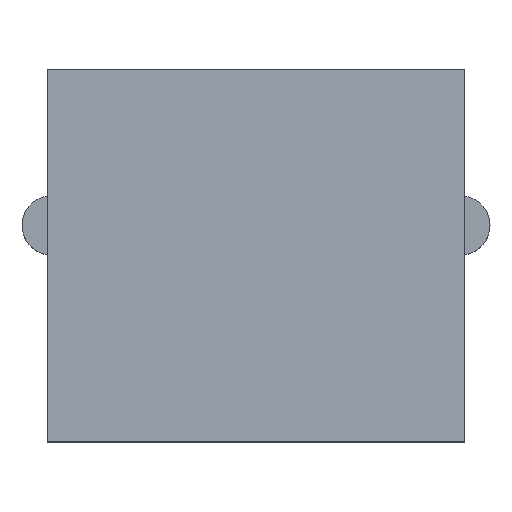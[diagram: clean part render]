
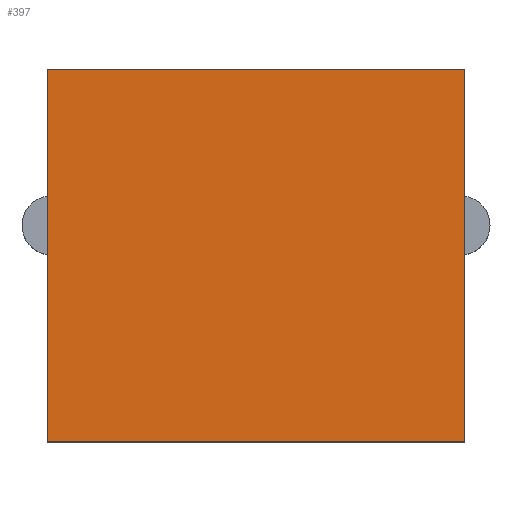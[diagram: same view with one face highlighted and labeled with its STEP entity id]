
A CAD part, top view. The second image highlights one B-rep face of the part: STEP entity #397.
In plain terms, the highlighted planar face has unit normal (0, 0, 1).
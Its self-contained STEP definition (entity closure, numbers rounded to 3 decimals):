
#83 = VERTEX_POINT('',#84);
#84 = CARTESIAN_POINT('',(-6.1,-4.7,12.9));
#91 = PLANE('',#92);
#92 = AXIS2_PLACEMENT_3D('',#93,#94,#95);
#93 = CARTESIAN_POINT('',(-6.1,-4.7,0.));
#94 = DIRECTION('',(0.,1.,0.));
#95 = DIRECTION('',(1.,0.,0.));
#103 = PLANE('',#104);
#104 = AXIS2_PLACEMENT_3D('',#105,#106,#107);
#105 = CARTESIAN_POINT('',(-6.1,8.5,0.));
#106 = DIRECTION('',(1.,0.,-0.));
#107 = DIRECTION('',(0.,-1.,0.));
#115 = EDGE_CURVE('',#83,#116,#118,.T.);
#116 = VERTEX_POINT('',#117);
#117 = CARTESIAN_POINT('',(8.7,-4.7,12.9));
#118 = SURFACE_CURVE('',#119,(#123,#130),.PCURVE_S1.);
#119 = LINE('',#120,#121);
#120 = CARTESIAN_POINT('',(-6.1,-4.7,12.9));
#121 = VECTOR('',#122,1.);
#122 = DIRECTION('',(1.,0.,0.));
#123 = PCURVE('',#91,#124);
#124 = DEFINITIONAL_REPRESENTATION('',(#125),#129);
#125 = LINE('',#126,#127);
#126 = CARTESIAN_POINT('',(0.,-12.9));
#127 = VECTOR('',#128,1.);
#128 = DIRECTION('',(1.,0.));
#129 = ( GEOMETRIC_REPRESENTATION_CONTEXT(2) 
PARAMETRIC_REPRESENTATION_CONTEXT() REPRESENTATION_CONTEXT('2D SPACE',''
  ) );
#130 = PCURVE('',#131,#136);
#131 = PLANE('',#132);
#132 = AXIS2_PLACEMENT_3D('',#133,#134,#135);
#133 = CARTESIAN_POINT('',(1.3,1.9,12.9));
#134 = DIRECTION('',(0.,0.,1.));
#135 = DIRECTION('',(1.,0.,0.));
#136 = DEFINITIONAL_REPRESENTATION('',(#137),#141);
#137 = LINE('',#138,#139);
#138 = CARTESIAN_POINT('',(-7.4,-6.6));
#139 = VECTOR('',#140,1.);
#140 = DIRECTION('',(1.,0.));
#141 = ( GEOMETRIC_REPRESENTATION_CONTEXT(2) 
PARAMETRIC_REPRESENTATION_CONTEXT() REPRESENTATION_CONTEXT('2D SPACE',''
  ) );
#159 = PLANE('',#160);
#160 = AXIS2_PLACEMENT_3D('',#161,#162,#163);
#161 = CARTESIAN_POINT('',(8.7,-4.7,0.));
#162 = DIRECTION('',(-1.,0.,0.));
#163 = DIRECTION('',(0.,1.,0.));
#201 = EDGE_CURVE('',#116,#202,#204,.T.);
#202 = VERTEX_POINT('',#203);
#203 = CARTESIAN_POINT('',(8.7,8.5,12.9));
#204 = SURFACE_CURVE('',#205,(#209,#216),.PCURVE_S1.);
#205 = LINE('',#206,#207);
#206 = CARTESIAN_POINT('',(8.7,-4.7,12.9));
#207 = VECTOR('',#208,1.);
#208 = DIRECTION('',(0.,1.,0.));
#209 = PCURVE('',#159,#210);
#210 = DEFINITIONAL_REPRESENTATION('',(#211),#215);
#211 = LINE('',#212,#213);
#212 = CARTESIAN_POINT('',(0.,-12.9));
#213 = VECTOR('',#214,1.);
#214 = DIRECTION('',(1.,0.));
#215 = ( GEOMETRIC_REPRESENTATION_CONTEXT(2) 
PARAMETRIC_REPRESENTATION_CONTEXT() REPRESENTATION_CONTEXT('2D SPACE',''
  ) );
#216 = PCURVE('',#131,#217);
#217 = DEFINITIONAL_REPRESENTATION('',(#218),#222);
#218 = LINE('',#219,#220);
#219 = CARTESIAN_POINT('',(7.4,-6.6));
#220 = VECTOR('',#221,1.);
#221 = DIRECTION('',(0.,1.));
#222 = ( GEOMETRIC_REPRESENTATION_CONTEXT(2) 
PARAMETRIC_REPRESENTATION_CONTEXT() REPRESENTATION_CONTEXT('2D SPACE',''
  ) );
#240 = PLANE('',#241);
#241 = AXIS2_PLACEMENT_3D('',#242,#243,#244);
#242 = CARTESIAN_POINT('',(8.7,8.5,0.));
#243 = DIRECTION('',(0.,-1.,0.));
#244 = DIRECTION('',(-1.,0.,0.));
#277 = EDGE_CURVE('',#202,#278,#280,.T.);
#278 = VERTEX_POINT('',#279);
#279 = CARTESIAN_POINT('',(-6.1,8.5,12.9));
#280 = SURFACE_CURVE('',#281,(#285,#292),.PCURVE_S1.);
#281 = LINE('',#282,#283);
#282 = CARTESIAN_POINT('',(8.7,8.5,12.9));
#283 = VECTOR('',#284,1.);
#284 = DIRECTION('',(-1.,0.,0.));
#285 = PCURVE('',#240,#286);
#286 = DEFINITIONAL_REPRESENTATION('',(#287),#291);
#287 = LINE('',#288,#289);
#288 = CARTESIAN_POINT('',(0.,-12.9));
#289 = VECTOR('',#290,1.);
#290 = DIRECTION('',(1.,0.));
#291 = ( GEOMETRIC_REPRESENTATION_CONTEXT(2) 
PARAMETRIC_REPRESENTATION_CONTEXT() REPRESENTATION_CONTEXT('2D SPACE',''
  ) );
#292 = PCURVE('',#131,#293);
#293 = DEFINITIONAL_REPRESENTATION('',(#294),#298);
#294 = LINE('',#295,#296);
#295 = CARTESIAN_POINT('',(7.4,6.6));
#296 = VECTOR('',#297,1.);
#297 = DIRECTION('',(-1.,0.));
#298 = ( GEOMETRIC_REPRESENTATION_CONTEXT(2) 
PARAMETRIC_REPRESENTATION_CONTEXT() REPRESENTATION_CONTEXT('2D SPACE',''
  ) );
#348 = EDGE_CURVE('',#278,#83,#349,.T.);
#349 = SURFACE_CURVE('',#350,(#354,#361),.PCURVE_S1.);
#350 = LINE('',#351,#352);
#351 = CARTESIAN_POINT('',(-6.1,8.5,12.9));
#352 = VECTOR('',#353,1.);
#353 = DIRECTION('',(0.,-1.,0.));
#354 = PCURVE('',#103,#355);
#355 = DEFINITIONAL_REPRESENTATION('',(#356),#360);
#356 = LINE('',#357,#358);
#357 = CARTESIAN_POINT('',(0.,-12.9));
#358 = VECTOR('',#359,1.);
#359 = DIRECTION('',(1.,0.));
#360 = ( GEOMETRIC_REPRESENTATION_CONTEXT(2) 
PARAMETRIC_REPRESENTATION_CONTEXT() REPRESENTATION_CONTEXT('2D SPACE',''
  ) );
#361 = PCURVE('',#131,#362);
#362 = DEFINITIONAL_REPRESENTATION('',(#363),#367);
#363 = LINE('',#364,#365);
#364 = CARTESIAN_POINT('',(-7.4,6.6));
#365 = VECTOR('',#366,1.);
#366 = DIRECTION('',(0.,-1.));
#367 = ( GEOMETRIC_REPRESENTATION_CONTEXT(2) 
PARAMETRIC_REPRESENTATION_CONTEXT() REPRESENTATION_CONTEXT('2D SPACE',''
  ) );
#397 = ADVANCED_FACE('',(#398),#131,.T.);
#398 = FACE_BOUND('',#399,.T.);
#399 = EDGE_LOOP('',(#400,#401,#402,#403));
#400 = ORIENTED_EDGE('',*,*,#115,.T.);
#401 = ORIENTED_EDGE('',*,*,#201,.T.);
#402 = ORIENTED_EDGE('',*,*,#277,.T.);
#403 = ORIENTED_EDGE('',*,*,#348,.T.);
